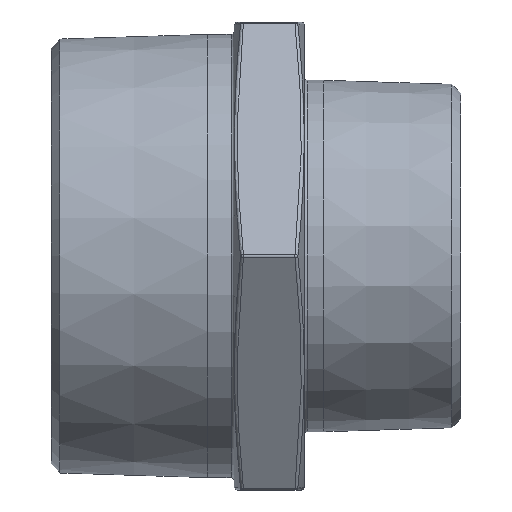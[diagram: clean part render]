
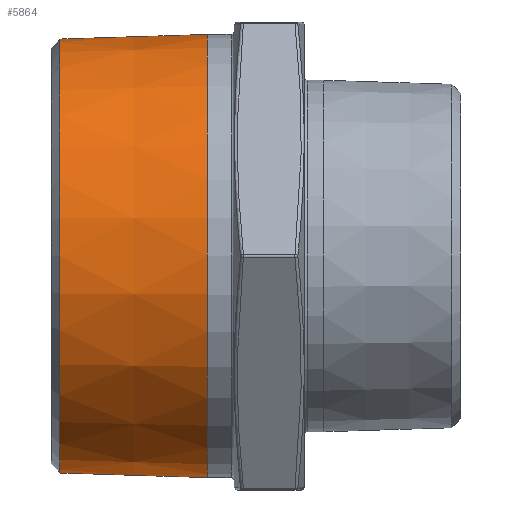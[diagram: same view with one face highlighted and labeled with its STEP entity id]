
A CAD part, front view. The second image highlights one B-rep face of the part: STEP entity #5864.
In plain terms, the highlighted conical face has half-angle 1.79 degrees and reference radius 37.592 mm.
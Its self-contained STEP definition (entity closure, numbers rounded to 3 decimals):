
#1891 = FACE_OUTER_BOUND ( 'NONE', #8985, .T. ) ;
#2443 = AXIS2_PLACEMENT_3D ( 'NONE', #7288, #9423, #7499 ) ;
#2681 = CARTESIAN_POINT ( 'NONE',  ( 1.478, 0., 0. ) ) ;
#2821 = DIRECTION ( 'NONE',  ( 0., 0., 1. ) ) ;
#3122 = CONICAL_SURFACE ( 'NONE', #2443, 37.592, 0.031 ) ;
#3371 = DIRECTION ( 'NONE',  ( -1., 0., 0. ) ) ;
#4354 = EDGE_CURVE ( 'NONE', #9564, #9564, #14014, .T. ) ;
#4427 = CARTESIAN_POINT ( 'NONE',  ( 1.478, 0., 37.091 ) ) ;
#5864 = ADVANCED_FACE ( 'NONE', ( #8633, #1891 ), #3122, .T. ) ;
#6417 = DIRECTION ( 'NONE',  ( 0., 0., 1. ) ) ;
#6467 = VERTEX_POINT ( 'NONE', #10985 ) ;
#6811 = ORIENTED_EDGE ( 'NONE', *, *, #13987, .T. ) ;
#7288 = CARTESIAN_POINT ( 'NONE',  ( 17.5, 0., 0. ) ) ;
#7499 = DIRECTION ( 'NONE',  ( 0., 0., -1. ) ) ;
#8196 = CIRCLE ( 'NONE', #10722, 37.879 ) ;
#8633 = FACE_BOUND ( 'NONE', #12256, .T. ) ;
#8985 = EDGE_LOOP ( 'NONE', ( #6811 ) ) ;
#9423 = DIRECTION ( 'NONE',  ( 1., 0., 0. ) ) ;
#9564 = VERTEX_POINT ( 'NONE', #4427 ) ;
#10583 = ORIENTED_EDGE ( 'NONE', *, *, #4354, .T. ) ;
#10722 = AXIS2_PLACEMENT_3D ( 'NONE', #13135, #3371, #6417 ) ;
#10985 = CARTESIAN_POINT ( 'NONE',  ( 26.7, 0., 37.879 ) ) ;
#11528 = AXIS2_PLACEMENT_3D ( 'NONE', #2681, #13702, #2821 ) ;
#12256 = EDGE_LOOP ( 'NONE', ( #10583 ) ) ;
#13135 = CARTESIAN_POINT ( 'NONE',  ( 26.7, 0., 0. ) ) ;
#13702 = DIRECTION ( 'NONE',  ( 1., 0., 0. ) ) ;
#13987 = EDGE_CURVE ( 'NONE', #6467, #6467, #8196, .T. ) ;
#14014 = CIRCLE ( 'NONE', #11528, 37.091 ) ;
